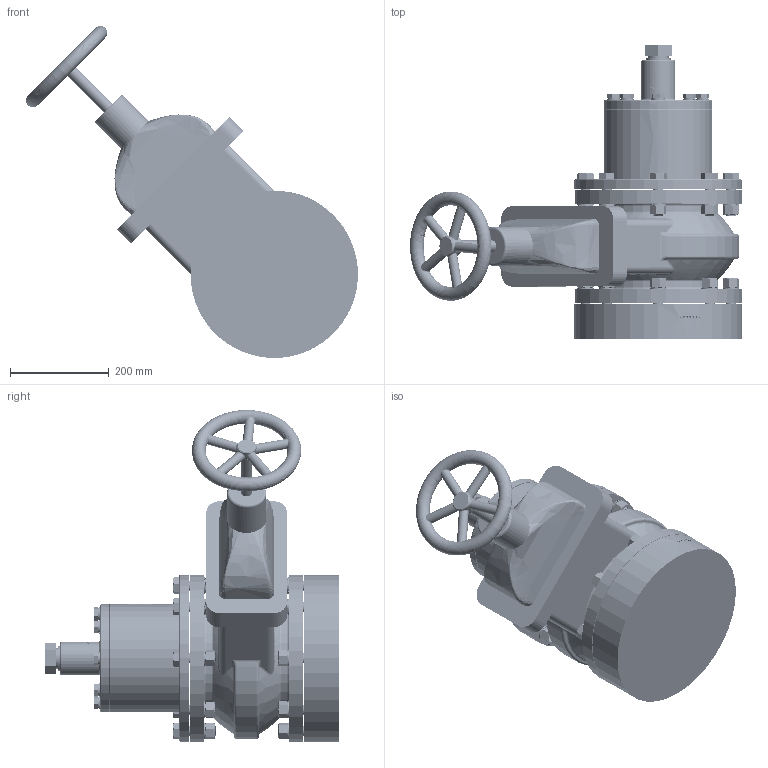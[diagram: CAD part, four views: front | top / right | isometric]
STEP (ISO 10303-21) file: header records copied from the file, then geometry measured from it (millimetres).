
FILE_DESCRIPTION (( 'STEP AP214' ), '1' );
FILE_NAME ('SB-200-ECHO-02 Massive.STEP', '2024-02-27T13:10:42', ( '' ), ( '' ), 'SwSTEP 2.0', 'SolidWorks 2023', '' );
FILE_SCHEMA (( 'AUTOMOTIVE_DESIGN' ));
Length unit declared in the file: millimetre
Products named in the file (1): SB-200-ECHO-02 Massive
Bounding box: 673.83 x 598.5 x 673.97 mm (x, y, z)
Volume: 37971145.7 mm3; surface area: 2172599.3 mm2
Topology: 63 solids, 67 shells, 3955 faces, 9123 edges, 5315 vertices
Faces by surface type: cone 1924, cylinder 1036, plane 804, bspline 132, torus 55, sphere 4
Entity records: 125084 total; most frequent: CARTESIAN_POINT 35191, DIRECTION 19765, ORIENTED_EDGE 18166, EDGE_CURVE 9083, AXIS2_PLACEMENT_3D 7950, VERTEX_POINT 5315, CIRCLE 4126, EDGE_LOOP 4118
